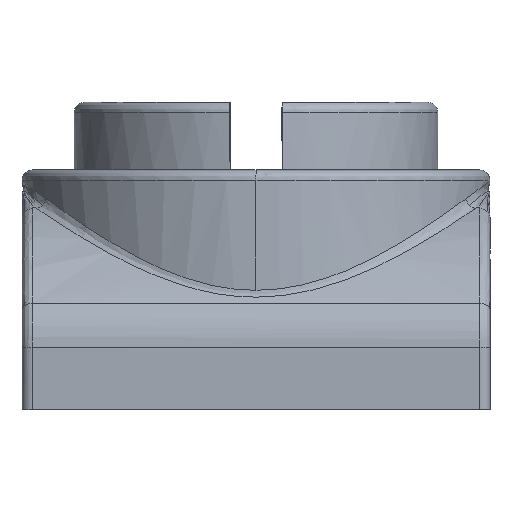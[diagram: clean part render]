
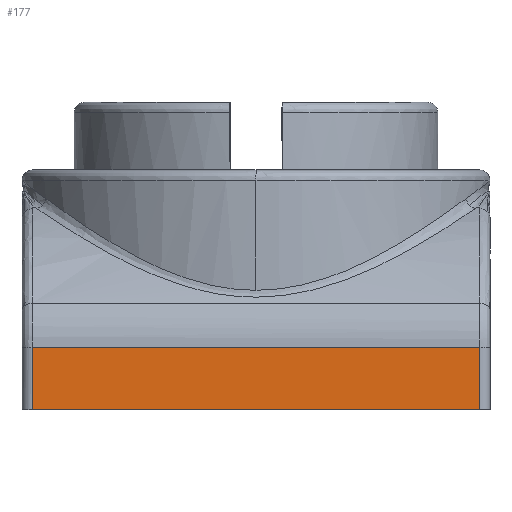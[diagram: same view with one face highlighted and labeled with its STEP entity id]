
A CAD part, left-side view. The second image highlights one B-rep face of the part: STEP entity #177.
In plain terms, the highlighted planar face has unit normal (-1, 0, 0).
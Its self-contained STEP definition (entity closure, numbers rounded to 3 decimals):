
#177=ADVANCED_FACE('',(#442),#3390,.T.);
#442=FACE_OUTER_BOUND('',#691,.T.);
#691=EDGE_LOOP('',(#1360,#1361,#1362,#1363));
#1360=ORIENTED_EDGE('',*,*,#2143,.F.);
#1361=ORIENTED_EDGE('',*,*,#2145,.T.);
#1362=ORIENTED_EDGE('',*,*,#2144,.F.);
#1363=ORIENTED_EDGE('',*,*,#2140,.T.);
#2140=EDGE_CURVE('',#3107,#3106,#2773,.T.);
#2143=EDGE_CURVE('',#3108,#3106,#2776,.T.);
#2144=EDGE_CURVE('',#3107,#3109,#2777,.T.);
#2145=EDGE_CURVE('',#3108,#3109,#2778,.T.);
#2773=B_SPLINE_CURVE_WITH_KNOTS('',1,(#9333,#9334),.UNSPECIFIED.,.F.,.F.,
(2,2),(-86.,0.),.UNSPECIFIED.);
#2776=B_SPLINE_CURVE_WITH_KNOTS('',1,(#9355,#9356),.UNSPECIFIED.,.F.,.F.,
(2,2),(0.,12.),.UNSPECIFIED.);
#2777=B_SPLINE_CURVE_WITH_KNOTS('',1,(#9357,#9358),.UNSPECIFIED.,.F.,.F.,
(2,2),(0.,12.),.UNSPECIFIED.);
#2778=B_SPLINE_CURVE_WITH_KNOTS('',1,(#9359,#9360),.UNSPECIFIED.,.F.,.F.,
(2,2),(0.,86.),.UNSPECIFIED.);
#3106=VERTEX_POINT('',#8583);
#3107=VERTEX_POINT('',#8584);
#3108=VERTEX_POINT('',#8585);
#3109=VERTEX_POINT('',#8586);
#3390=PLANE('',#3546);
#3546=AXIS2_PLACEMENT_3D('',#4886,#3618,$);
#3618=DIRECTION('',(-1.,0.,0.));
#4886=CARTESIAN_POINT('',(-1307.712,-51.72,-15.926));
#8583=CARTESIAN_POINT('',(-1307.712,-43.,-14.606));
#8584=CARTESIAN_POINT('',(-1307.712,43.,-14.606));
#8585=CARTESIAN_POINT('',(-1307.712,-43.,-2.606));
#8586=CARTESIAN_POINT('',(-1307.712,43.,-2.606));
#9333=CARTESIAN_POINT('',(-1307.712,43.,-14.606));
#9334=CARTESIAN_POINT('',(-1307.712,-43.,-14.606));
#9355=CARTESIAN_POINT('',(-1307.712,-43.,-2.606));
#9356=CARTESIAN_POINT('',(-1307.712,-43.,-14.606));
#9357=CARTESIAN_POINT('',(-1307.712,43.,-14.606));
#9358=CARTESIAN_POINT('',(-1307.712,43.,-2.606));
#9359=CARTESIAN_POINT('',(-1307.712,-43.,-2.606));
#9360=CARTESIAN_POINT('',(-1307.712,43.,-2.606));
